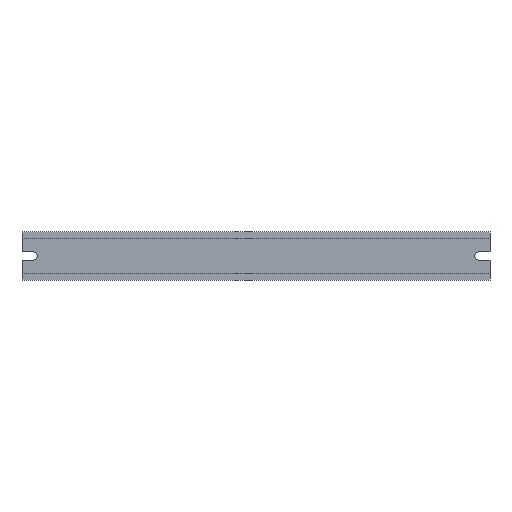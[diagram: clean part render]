
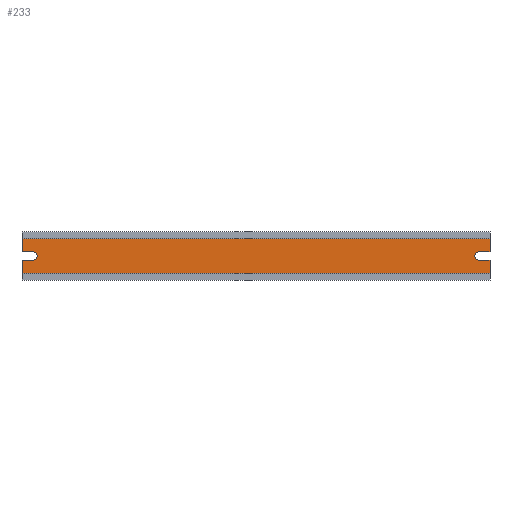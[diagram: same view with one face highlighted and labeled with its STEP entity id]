
A CAD part, top view. The second image highlights one B-rep face of the part: STEP entity #233.
In plain terms, the highlighted planar face has unit normal (0, 0, 1).
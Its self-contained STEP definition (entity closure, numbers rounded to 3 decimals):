
#3 = EDGE_CURVE ( 'NONE', #424, #344, #700, .T. ) ;
#13 = VECTOR ( 'NONE', #153, 1000. ) ;
#15 = CARTESIAN_POINT ( 'NONE',  ( -162.5, 0., 1. ) ) ;
#42 = LINE ( 'NONE', #392, #13 ) ;
#63 = CARTESIAN_POINT ( 'NONE',  ( 162.5, -3., 1. ) ) ;
#79 = LINE ( 'NONE', #736, #218 ) ;
#84 = VERTEX_POINT ( 'NONE', #652 ) ;
#86 = EDGE_CURVE ( 'NONE', #637, #339, #410, .T. ) ;
#88 = ORIENTED_EDGE ( 'NONE', *, *, #717, .T. ) ;
#90 = CARTESIAN_POINT ( 'NONE',  ( -162.5, -3., 1. ) ) ;
#91 = EDGE_CURVE ( 'NONE', #344, #335, #587, .T. ) ;
#92 = ORIENTED_EDGE ( 'NONE', *, *, #131, .F. ) ;
#99 = LINE ( 'NONE', #632, #694 ) ;
#117 = ORIENTED_EDGE ( 'NONE', *, *, #583, .F. ) ;
#123 = DIRECTION ( 'NONE',  ( 1., 0., 0. ) ) ;
#124 = CARTESIAN_POINT ( 'NONE',  ( 162.5, 3., 1. ) ) ;
#125 = ORIENTED_EDGE ( 'NONE', *, *, #375, .F. ) ;
#131 = EDGE_CURVE ( 'NONE', #339, #384, #733, .T. ) ;
#138 = DIRECTION ( 'NONE',  ( 0., -1., 0. ) ) ;
#147 = CARTESIAN_POINT ( 'NONE',  ( 162.5, 3., 1. ) ) ;
#148 = VERTEX_POINT ( 'NONE', #309 ) ;
#153 = DIRECTION ( 'NONE',  ( -1., 0., 0. ) ) ;
#157 = CARTESIAN_POINT ( 'NONE',  ( 170.5, -12.5, 1. ) ) ;
#166 = VECTOR ( 'NONE', #123, 1000. ) ;
#170 = DIRECTION ( 'NONE',  ( -1., 0., 0. ) ) ;
#189 = DIRECTION ( 'NONE',  ( 0., 0., 1. ) ) ;
#194 = LINE ( 'NONE', #422, #166 ) ;
#195 = PLANE ( 'NONE',  #247 ) ;
#199 = DIRECTION ( 'NONE',  ( 0., 0., 1. ) ) ;
#218 = VECTOR ( 'NONE', #390, 1000. ) ;
#219 = VECTOR ( 'NONE', #458, 1000. ) ;
#233 = ADVANCED_FACE ( 'NONE', ( #558 ), #195, .T. ) ;
#247 = AXIS2_PLACEMENT_3D ( 'NONE', #551, #199, #138 ) ;
#254 = LINE ( 'NONE', #382, #372 ) ;
#262 = EDGE_CURVE ( 'NONE', #641, #264, #386, .T. ) ;
#264 = VERTEX_POINT ( 'NONE', #317 ) ;
#269 = DIRECTION ( 'NONE',  ( 0., 1., 0. ) ) ;
#275 = ORIENTED_EDGE ( 'NONE', *, *, #3, .F. ) ;
#280 = ORIENTED_EDGE ( 'NONE', *, *, #674, .F. ) ;
#298 = DIRECTION ( 'NONE',  ( 0., 0., 1. ) ) ;
#299 = EDGE_LOOP ( 'NONE', ( #607, #92, #707, #398, #88, #125, #504, #117, #532, #275, #280, #449, #517 ) ) ;
#305 = DIRECTION ( 'NONE',  ( 0., 0., 1. ) ) ;
#307 = LINE ( 'NONE', #722, #491 ) ;
#309 = CARTESIAN_POINT ( 'NONE',  ( -162.5, 3., 1. ) ) ;
#313 = DIRECTION ( 'NONE',  ( -1., 0., 0. ) ) ;
#317 = CARTESIAN_POINT ( 'NONE',  ( 170.5, -3., 1. ) ) ;
#335 = VERTEX_POINT ( 'NONE', #609 ) ;
#339 = VERTEX_POINT ( 'NONE', #147 ) ;
#342 = VERTEX_POINT ( 'NONE', #669 ) ;
#343 = EDGE_CURVE ( 'NONE', #148, #84, #79, .T. ) ;
#344 = VERTEX_POINT ( 'NONE', #90 ) ;
#350 = VECTOR ( 'NONE', #626, 1000. ) ;
#361 = DIRECTION ( 'NONE',  ( 0., 1., 0. ) ) ;
#372 = VECTOR ( 'NONE', #595, 1000. ) ;
#375 = EDGE_CURVE ( 'NONE', #84, #511, #99, .T. ) ;
#376 = CARTESIAN_POINT ( 'NONE',  ( 170.5, -13.5, 1. ) ) ;
#382 = CARTESIAN_POINT ( 'NONE',  ( 170.5, -13.5, 1. ) ) ;
#384 = VERTEX_POINT ( 'NONE', #63 ) ;
#386 = LINE ( 'NONE', #376, #442 ) ;
#390 = DIRECTION ( 'NONE',  ( -1., 0., 0. ) ) ;
#392 = CARTESIAN_POINT ( 'NONE',  ( 170.5, 12.5, 1. ) ) ;
#398 = ORIENTED_EDGE ( 'NONE', *, *, #522, .T. ) ;
#399 = CARTESIAN_POINT ( 'NONE',  ( -170.5, -13.5, 1. ) ) ;
#410 = LINE ( 'NONE', #124, #455 ) ;
#422 = CARTESIAN_POINT ( 'NONE',  ( 170.5, -3., 1. ) ) ;
#424 = VERTEX_POINT ( 'NONE', #635 ) ;
#428 = DIRECTION ( 'NONE',  ( 1., 0., 0. ) ) ;
#440 = CARTESIAN_POINT ( 'NONE',  ( 170.5, 3., 1. ) ) ;
#442 = VECTOR ( 'NONE', #269, 1000. ) ;
#449 = ORIENTED_EDGE ( 'NONE', *, *, #544, .F. ) ;
#455 = VECTOR ( 'NONE', #170, 1000. ) ;
#458 = DIRECTION ( 'NONE',  ( 1., 0., 0. ) ) ;
#468 = CARTESIAN_POINT ( 'NONE',  ( 162.5, 0., 1. ) ) ;
#491 = VECTOR ( 'NONE', #313, 1000. ) ;
#497 = LINE ( 'NONE', #399, #350 ) ;
#499 = EDGE_CURVE ( 'NONE', #384, #264, #194, .T. ) ;
#504 = ORIENTED_EDGE ( 'NONE', *, *, #343, .F. ) ;
#511 = VERTEX_POINT ( 'NONE', #599 ) ;
#517 = ORIENTED_EDGE ( 'NONE', *, *, #262, .T. ) ;
#522 = EDGE_CURVE ( 'NONE', #637, #653, #254, .T. ) ;
#532 = ORIENTED_EDGE ( 'NONE', *, *, #91, .F. ) ;
#544 = EDGE_CURVE ( 'NONE', #641, #342, #307, .T. ) ;
#551 = CARTESIAN_POINT ( 'NONE',  ( 170.5, -13.5, 1. ) ) ;
#558 = FACE_OUTER_BOUND ( 'NONE', #299, .T. ) ;
#573 = CARTESIAN_POINT ( 'NONE',  ( -170.5, -3., 1. ) ) ;
#583 = EDGE_CURVE ( 'NONE', #335, #148, #761, .T. ) ;
#587 = CIRCLE ( 'NONE', #668, 3. ) ;
#595 = DIRECTION ( 'NONE',  ( 0., 1., 0. ) ) ;
#597 = DIRECTION ( 'NONE',  ( -1., 0., 0. ) ) ;
#599 = CARTESIAN_POINT ( 'NONE',  ( -170.5, 12.5, 1. ) ) ;
#607 = ORIENTED_EDGE ( 'NONE', *, *, #499, .F. ) ;
#609 = CARTESIAN_POINT ( 'NONE',  ( -159.5, 0., 1. ) ) ;
#626 = DIRECTION ( 'NONE',  ( 0., 1., 0. ) ) ;
#630 = AXIS2_PLACEMENT_3D ( 'NONE', #726, #189, #428 ) ;
#632 = CARTESIAN_POINT ( 'NONE',  ( -170.5, -13.5, 1. ) ) ;
#635 = CARTESIAN_POINT ( 'NONE',  ( -170.5, -3., 1. ) ) ;
#637 = VERTEX_POINT ( 'NONE', #440 ) ;
#640 = AXIS2_PLACEMENT_3D ( 'NONE', #468, #305, #597 ) ;
#641 = VERTEX_POINT ( 'NONE', #157 ) ;
#652 = CARTESIAN_POINT ( 'NONE',  ( -170.5, 3., 1. ) ) ;
#653 = VERTEX_POINT ( 'NONE', #745 ) ;
#668 = AXIS2_PLACEMENT_3D ( 'NONE', #15, #298, #723 ) ;
#669 = CARTESIAN_POINT ( 'NONE',  ( -170.5, -12.5, 1. ) ) ;
#674 = EDGE_CURVE ( 'NONE', #342, #424, #497, .T. ) ;
#694 = VECTOR ( 'NONE', #361, 1000. ) ;
#700 = LINE ( 'NONE', #573, #219 ) ;
#707 = ORIENTED_EDGE ( 'NONE', *, *, #86, .F. ) ;
#717 = EDGE_CURVE ( 'NONE', #653, #511, #42, .T. ) ;
#722 = CARTESIAN_POINT ( 'NONE',  ( 170.5, -12.5, 1. ) ) ;
#723 = DIRECTION ( 'NONE',  ( 1., 0., 0. ) ) ;
#726 = CARTESIAN_POINT ( 'NONE',  ( -162.5, 0., 1. ) ) ;
#733 = CIRCLE ( 'NONE', #640, 3. ) ;
#736 = CARTESIAN_POINT ( 'NONE',  ( -162.5, 3., 1. ) ) ;
#745 = CARTESIAN_POINT ( 'NONE',  ( 170.5, 12.5, 1. ) ) ;
#761 = CIRCLE ( 'NONE', #630, 3. ) ;
